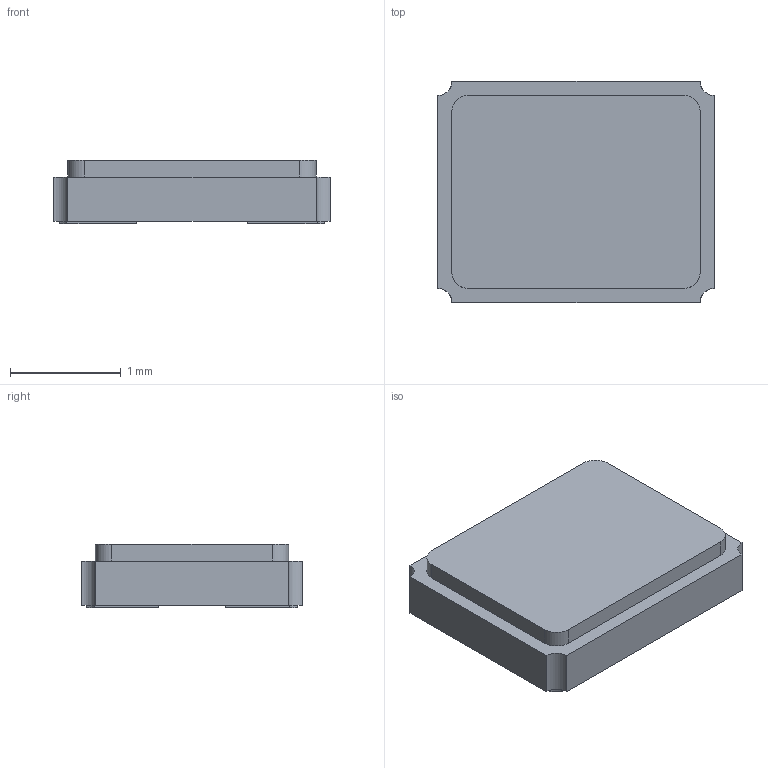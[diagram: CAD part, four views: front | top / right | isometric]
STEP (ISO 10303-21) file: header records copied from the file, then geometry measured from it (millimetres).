
FILE_DESCRIPTION (( 'STEP AP214' ), '1' );
FILE_NAME ('OSC-SMD_4P-L2.5-W2.0-BL_X1_3D.STEP', '2024-04-01T18:28:35', ( 'Windows User' ), ( 'P R C' ), 'SwSTEP 2.0', 'SolidWorks 2020', '' );
FILE_SCHEMA (( 'AUTOMOTIVE_DESIGN' ));
Length unit declared in the file: millimetre
Products named in the file (1): OSC-SMD_4P-L2.5-W2.0-BL_X1_3D
Bounding box: 2.5 x 2 x 0.57 mm (x, y, z)
Volume: 2.6 mm3; surface area: 18.4 mm2
Topology: 5 solids, 5 shells, 48 faces, 111 edges, 74 vertices
Faces by surface type: plane 36, cylinder 12
Entity records: 1495 total; most frequent: CARTESIAN_POINT 234, DIRECTION 233, ORIENTED_EDGE 222, EDGE_CURVE 111, LINE 87, VECTOR 87, VERTEX_POINT 74, AXIS2_PLACEMENT_3D 73
